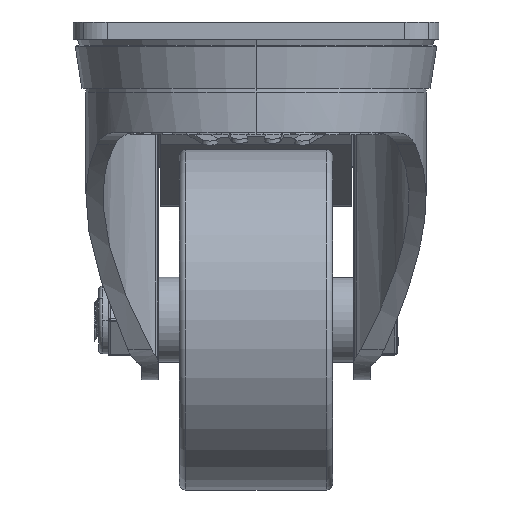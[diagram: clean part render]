
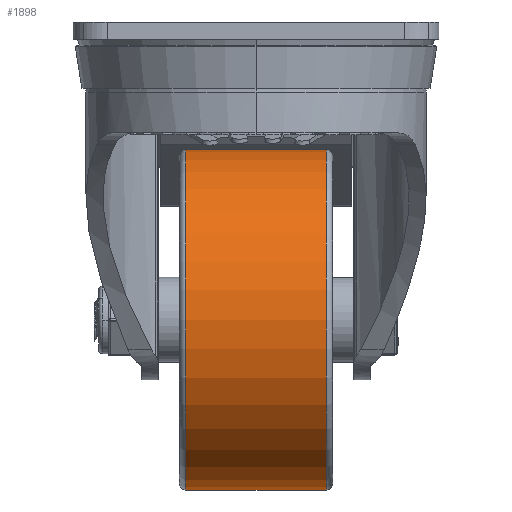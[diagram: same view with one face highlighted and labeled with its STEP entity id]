
A CAD part, left-side view. The second image highlights one B-rep face of the part: STEP entity #1898.
In plain terms, the highlighted cylindrical face has radius 40 mm (diameter 80 mm), a partial arc.
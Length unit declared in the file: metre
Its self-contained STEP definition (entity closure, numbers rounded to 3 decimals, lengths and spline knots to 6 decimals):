
#1898=ADVANCED_FACE('1:1570',(#3764),#3765,.T.);
#3764=FACE_OUTER_BOUND('',#10223,.T.);
#3765=CYLINDRICAL_SURFACE('',#10224,0.04);
#10223=EDGE_LOOP('',(#24148,#24149,#24150,#24151));
#10224=AXIS2_PLACEMENT_3D('',#24152,#24153,#24154);
#24148=ORIENTED_EDGE('',*,*,#32435,.T.);
#24149=ORIENTED_EDGE('',*,*,#32443,.F.);
#24150=ORIENTED_EDGE('',*,*,#32437,.T.);
#24151=ORIENTED_EDGE('',*,*,#32441,.T.);
#24152=CARTESIAN_POINT('',(0.0,0.,0.));
#24153=DIRECTION('',(0.0,1.0,0.));
#24154=DIRECTION('',(0.0,0.,1.0));
#32435=EDGE_CURVE('',#36460,#36452,#36461,.T.);
#32437=EDGE_CURVE('',#36455,#36462,#36464,.T.);
#32441=EDGE_CURVE('1:1585',#36462,#36460,#36470,.T.);
#32443=EDGE_CURVE('1:1591',#36455,#36452,#36472,.T.);
#36452=VERTEX_POINT('',#43404);
#36455=VERTEX_POINT('',#43407);
#36460=VERTEX_POINT('',#43412);
#36461=LINE('',#43413,#43414);
#36462=VERTEX_POINT('',#43415);
#36464=LINE('',#43417,#43418);
#36470=CIRCLE('',#43424,0.04);
#36472=CIRCLE('',#43426,0.04);
#43404=CARTESIAN_POINT('',(0.0,0.0165,0.04));
#43407=CARTESIAN_POINT('',(0.,0.0165,-0.04));
#43412=CARTESIAN_POINT('',(0.0,-0.0165,0.04));
#43413=CARTESIAN_POINT('',(0.,0.,0.04));
#43414=VECTOR('',#55793,1.0);
#43415=CARTESIAN_POINT('',(0.,-0.0165,-0.04));
#43417=CARTESIAN_POINT('',(0.,0.,-0.04));
#43418=VECTOR('',#55797,1.0);
#43424=AXIS2_PLACEMENT_3D('',#55807,#55808,#55809);
#43426=AXIS2_PLACEMENT_3D('',#55813,#55814,#55815);
#55793=DIRECTION('',(0.0,1.0,0.));
#55797=DIRECTION('',(-0.0,-1.0,0.));
#55807=CARTESIAN_POINT('',(0.0,-0.0165,0.));
#55808=DIRECTION('',(0.0,1.0,0.));
#55809=DIRECTION('',(0.0,0.,1.0));
#55813=CARTESIAN_POINT('',(0.0,0.0165,0.));
#55814=DIRECTION('',(0.0,1.0,0.));
#55815=DIRECTION('',(0.0,0.,1.0));
